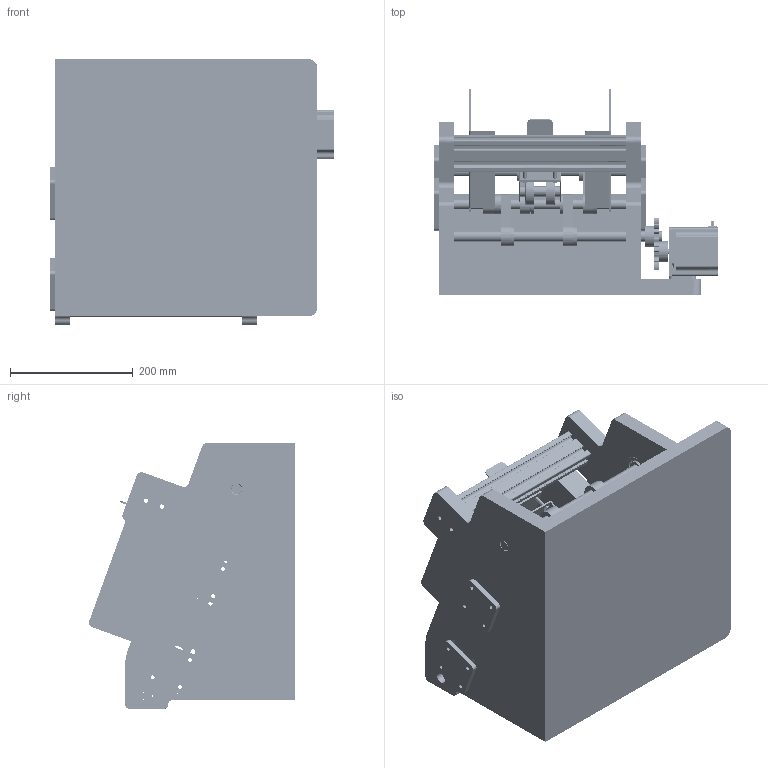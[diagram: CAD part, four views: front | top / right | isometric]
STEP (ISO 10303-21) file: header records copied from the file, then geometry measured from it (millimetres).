
FILE_DESCRIPTION(('FreeCAD Model'),'2;1');
FILE_NAME('Open CASCADE Shape Model','2025-05-02T03:54:59',('FreeCAD'),( 'FreeCAD'),'Open CASCADE STEP processor 7.6','FreeCAD','Unknown');
FILE_SCHEMA(('AUTOMOTIVE_DESIGN { 1 0 10303 214 1 1 1 1 }'));
Products named in the file (1): Open CASCADE STEP translator 7.6 1
Bounding box: 463.02 x 335.01 x 432.34 mm (x, y, z)
Volume: 11090441.6 mm3; surface area: 1763121.2 mm2
Topology: 143 solids, 143 shells, 4324 faces, 11711 edges, 7707 vertices
Faces by surface type: bspline 4324
Entity records: 185471 total; most frequent: CARTESIAN_POINT 118741, ORIENTED_EDGE 23174, EDGE_CURVE 11587, VERTEX_POINT 7707, B_SPLINE_CURVE_WITH_KNOTS 7432, FACE_BOUND 4994, EDGE_LOOP 4994, ADVANCED_FACE 4324
